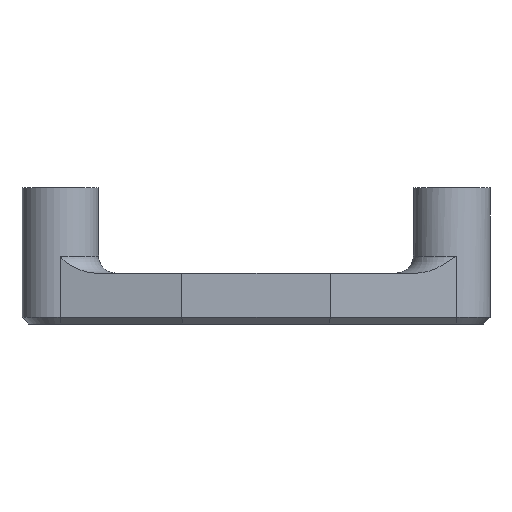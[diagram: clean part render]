
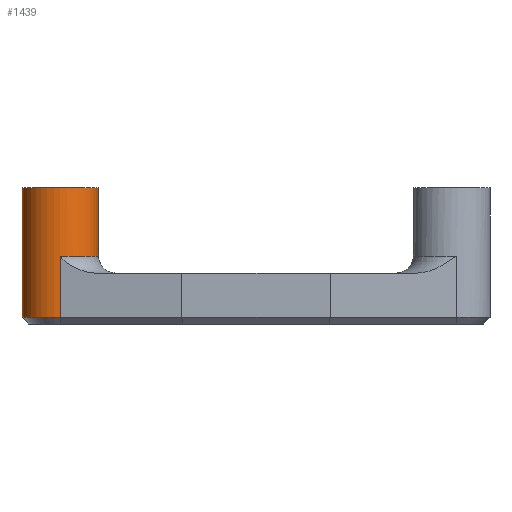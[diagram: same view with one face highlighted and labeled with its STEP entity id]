
A CAD part, left-side view. The second image highlights one B-rep face of the part: STEP entity #1439.
In plain terms, the highlighted cylindrical face has radius 2.25 mm (diameter 4.5 mm), a full revolution.
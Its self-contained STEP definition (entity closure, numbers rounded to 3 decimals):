
#46=CYLINDRICAL_SURFACE('',#1589,2.25);
#175=FACE_OUTER_BOUND('',#272,.T.);
#272=EDGE_LOOP('',(#1241,#1242,#1243,#1244,#1245,#1246,#1247));
#387=LINE('',#2406,#507);
#396=LINE('',#2488,#516);
#397=LINE('',#2489,#517);
#507=VECTOR('',#1925,10.);
#516=VECTOR('',#1978,2.25);
#517=VECTOR('',#1979,10.);
#578=CIRCLE('',#1536,2.25);
#592=CIRCLE('',#1577,2.25);
#597=CIRCLE('',#1587,2.25);
#674=VERTEX_POINT('',#2253);
#679=VERTEX_POINT('',#2276);
#705=VERTEX_POINT('',#2405);
#710=VERTEX_POINT('',#2434);
#717=VERTEX_POINT('',#2471);
#835=EDGE_CURVE('',#679,#674,#578,.T.);
#884=EDGE_CURVE('',#674,#705,#387,.T.);
#893=EDGE_CURVE('',#710,#710,#592,.T.);
#904=EDGE_CURVE('',#705,#717,#597,.T.);
#907=EDGE_CURVE('',#710,#705,#396,.T.);
#908=EDGE_CURVE('',#679,#717,#397,.T.);
#1241=ORIENTED_EDGE('',*,*,#893,.F.);
#1242=ORIENTED_EDGE('',*,*,#907,.T.);
#1243=ORIENTED_EDGE('',*,*,#884,.F.);
#1244=ORIENTED_EDGE('',*,*,#835,.F.);
#1245=ORIENTED_EDGE('',*,*,#908,.T.);
#1246=ORIENTED_EDGE('',*,*,#904,.F.);
#1247=ORIENTED_EDGE('',*,*,#907,.F.);
#1439=ADVANCED_FACE('',(#175),#46,.T.);
#1536=AXIS2_PLACEMENT_3D('',#2277,#1828,#1829);
#1577=AXIS2_PLACEMENT_3D('',#2435,#1948,#1949);
#1587=AXIS2_PLACEMENT_3D('',#2472,#1972,#1973);
#1589=AXIS2_PLACEMENT_3D('',#2487,#1976,#1977);
#1828=DIRECTION('center_axis',(0.,0.,
-1.));
#1829=DIRECTION('ref_axis',(1.,0.,0.));
#1925=DIRECTION('',(0.,0.,1.));
#1948=DIRECTION('center_axis',(0.,0.,
1.));
#1949=DIRECTION('ref_axis',(-1.,0.,0.));
#1972=DIRECTION('center_axis',(0.,0.,
-1.));
#1973=DIRECTION('ref_axis',(0.,-1.,0.));
#1976=DIRECTION('center_axis',(0.,0.,1.));
#1977=DIRECTION('ref_axis',(-1.,0.,0.));
#1978=DIRECTION('',(0.,0.,-1.));
#1979=DIRECTION('',(0.,0.,1.));
#2253=CARTESIAN_POINT('',(-22.95,43.139,12.5));
#2276=CARTESIAN_POINT('',(-27.45,43.14,12.5));
#2277=CARTESIAN_POINT('Origin',(-25.2,43.139,12.5));
#2405=CARTESIAN_POINT('',(-22.95,43.139,16.1));
#2406=CARTESIAN_POINT('',(-22.95,43.139,12.1));
#2434=CARTESIAN_POINT('',(-22.95,43.139,20.1));
#2435=CARTESIAN_POINT('Origin',(-25.2,43.139,20.1));
#2471=CARTESIAN_POINT('',(-27.45,43.14,16.1));
#2472=CARTESIAN_POINT('Origin',(-25.2,43.139,16.1));
#2487=CARTESIAN_POINT('Origin',(-25.2,43.139,12.1));
#2488=CARTESIAN_POINT('',(-22.95,43.139,12.1));
#2489=CARTESIAN_POINT('',(-27.45,43.14,12.1));
